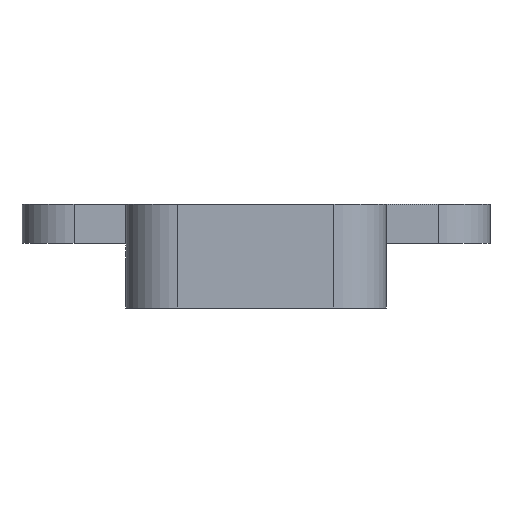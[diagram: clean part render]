
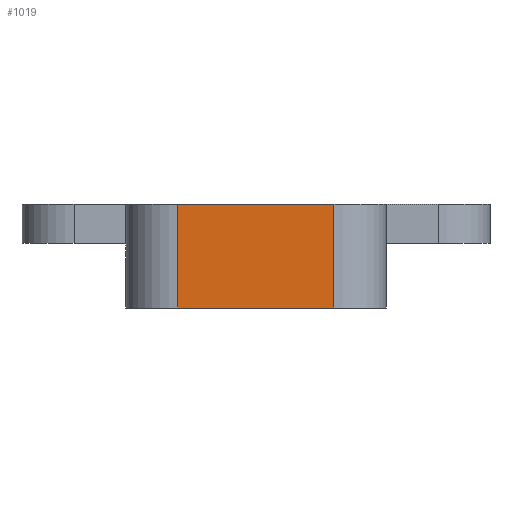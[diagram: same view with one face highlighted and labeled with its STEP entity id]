
A CAD part, left-side view. The second image highlights one B-rep face of the part: STEP entity #1019.
In plain terms, the highlighted planar face has unit normal (-1, 0, 0).
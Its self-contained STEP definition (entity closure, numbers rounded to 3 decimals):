
#32 = DIRECTION ( 'NONE',  ( 0., -1., 0. ) ) ;
#41 = CARTESIAN_POINT ( 'NONE',  ( -19., 3., 0. ) ) ;
#54 = DIRECTION ( 'NONE',  ( -1., 0., 0. ) ) ;
#123 = DIRECTION ( 'NONE',  ( 0., 0., -1. ) ) ;
#135 = VERTEX_POINT ( 'NONE', #857 ) ;
#141 = EDGE_LOOP ( 'NONE', ( #1322, #651, #272, #513 ) ) ;
#231 = CARTESIAN_POINT ( 'NONE',  ( -19., 3., -2.5 ) ) ;
#235 = LINE ( 'NONE', #1244, #1104 ) ;
#272 = ORIENTED_EDGE ( 'NONE', *, *, #1102, .T. ) ;
#277 = CARTESIAN_POINT ( 'NONE',  ( -19., -3., -2.5 ) ) ;
#435 = VERTEX_POINT ( 'NONE', #591 ) ;
#436 = VECTOR ( 'NONE', #1305, 1000. ) ;
#446 = VERTEX_POINT ( 'NONE', #231 ) ;
#456 = VECTOR ( 'NONE', #123, 1000. ) ;
#479 = LINE ( 'NONE', #890, #436 ) ;
#513 = ORIENTED_EDGE ( 'NONE', *, *, #888, .F. ) ;
#568 = FACE_OUTER_BOUND ( 'NONE', #141, .T. ) ;
#591 = CARTESIAN_POINT ( 'NONE',  ( -19., -3., -2.5 ) ) ;
#651 = ORIENTED_EDGE ( 'NONE', *, *, #980, .F. ) ;
#681 = LINE ( 'NONE', #277, #867 ) ;
#704 = CARTESIAN_POINT ( 'NONE',  ( -19., -3., 1.5 ) ) ;
#732 = AXIS2_PLACEMENT_3D ( 'NONE', #882, #54, #787 ) ;
#787 = DIRECTION ( 'NONE',  ( 0., -1., 0. ) ) ;
#857 = CARTESIAN_POINT ( 'NONE',  ( -19., 3., 1.5 ) ) ;
#867 = VECTOR ( 'NONE', #1207, 1000. ) ;
#882 = CARTESIAN_POINT ( 'NONE',  ( -19., 5., 0. ) ) ;
#888 = EDGE_CURVE ( 'NONE', #135, #1242, #235, .T. ) ;
#890 = CARTESIAN_POINT ( 'NONE',  ( -19., -3., 0. ) ) ;
#911 = EDGE_CURVE ( 'NONE', #135, #446, #925, .T. ) ;
#925 = LINE ( 'NONE', #41, #456 ) ;
#980 = EDGE_CURVE ( 'NONE', #435, #446, #681, .T. ) ;
#1019 = ADVANCED_FACE ( 'NONE', ( #568 ), #1312, .T. ) ;
#1102 = EDGE_CURVE ( 'NONE', #435, #1242, #479, .T. ) ;
#1104 = VECTOR ( 'NONE', #32, 1000. ) ;
#1207 = DIRECTION ( 'NONE',  ( 0., 1., 0. ) ) ;
#1242 = VERTEX_POINT ( 'NONE', #704 ) ;
#1244 = CARTESIAN_POINT ( 'NONE',  ( -19., 5., 1.5 ) ) ;
#1305 = DIRECTION ( 'NONE',  ( 0., 0., 1. ) ) ;
#1312 = PLANE ( 'NONE',  #732 ) ;
#1322 = ORIENTED_EDGE ( 'NONE', *, *, #911, .T. ) ;
